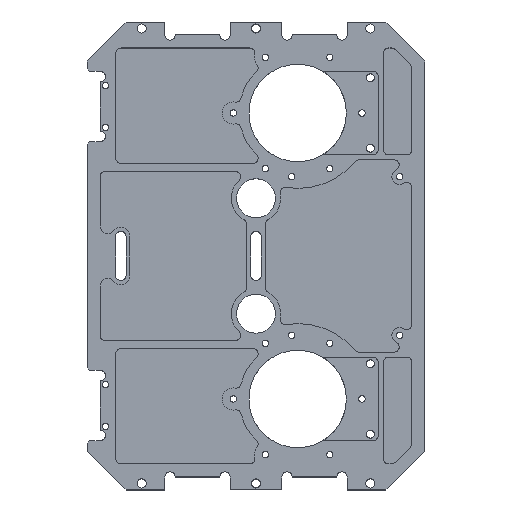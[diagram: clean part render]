
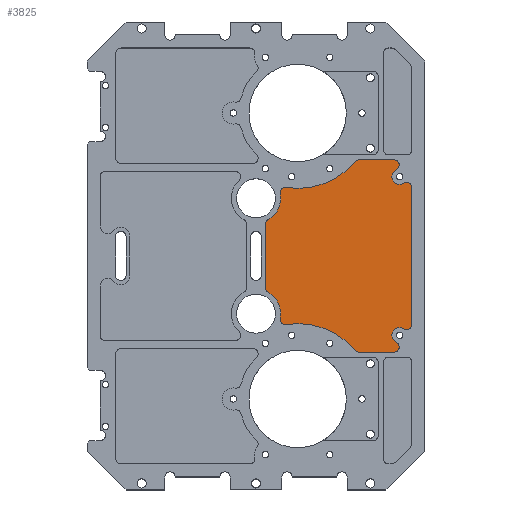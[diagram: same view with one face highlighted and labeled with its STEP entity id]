
A CAD part, top view. The second image highlights one B-rep face of the part: STEP entity #3825.
In plain terms, the highlighted planar face has unit normal (0, 0, 1).
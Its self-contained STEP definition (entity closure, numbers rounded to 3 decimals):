
#317=CIRCLE('',#4066,2.);
#318=CIRCLE('',#4068,29.);
#319=CIRCLE('',#4070,2.);
#320=CIRCLE('',#4072,9.5);
#338=CIRCLE('',#4111,2.);
#362=CIRCLE('',#4164,2.);
#363=CIRCLE('',#4166,3.);
#364=CIRCLE('',#4168,2.);
#379=CIRCLE('',#4216,2.);
#380=CIRCLE('',#4218,29.);
#381=CIRCLE('',#4219,2.);
#382=CIRCLE('',#4220,9.5);
#383=CIRCLE('',#4221,2.);
#384=CIRCLE('',#4222,2.);
#385=CIRCLE('',#4223,3.);
#386=CIRCLE('',#4224,2.);
#541=FACE_OUTER_BOUND('',#776,.T.);
#776=EDGE_LOOP('',(#3123,#3124,#3125,#3126,#3127,#3128,#3129,#3130,#3131,
#3132,#3133,#3134,#3135,#3136,#3137,#3138,#3139,#3140,#3141,#3142));
#1075=LINE('',#6212,#1407);
#1127=LINE('',#6355,#1459);
#1128=LINE('',#6357,#1460);
#1129=LINE('',#6364,#1461);
#1407=VECTOR('',#4994,10.);
#1459=VECTOR('',#5150,10.);
#1460=VECTOR('',#5151,10.);
#1461=VECTOR('',#5158,10.);
#1770=VERTEX_POINT('',#5981);
#1771=VERTEX_POINT('',#5982);
#1772=VERTEX_POINT('',#5987);
#1773=VERTEX_POINT('',#5991);
#1774=VERTEX_POINT('',#5995);
#1799=VERTEX_POINT('',#6088);
#1826=VERTEX_POINT('',#6198);
#1827=VERTEX_POINT('',#6200);
#1828=VERTEX_POINT('',#6204);
#1829=VERTEX_POINT('',#6208);
#1863=VERTEX_POINT('',#6341);
#1864=VERTEX_POINT('',#6342);
#1865=VERTEX_POINT('',#6347);
#1866=VERTEX_POINT('',#6349);
#1867=VERTEX_POINT('',#6351);
#1868=VERTEX_POINT('',#6353);
#1869=VERTEX_POINT('',#6356);
#1870=VERTEX_POINT('',#6358);
#1871=VERTEX_POINT('',#6360);
#1872=VERTEX_POINT('',#6362);
#2158=EDGE_CURVE('',#1770,#1771,#317,.T.);
#2161=EDGE_CURVE('',#1772,#1771,#318,.T.);
#2163=EDGE_CURVE('',#1772,#1773,#319,.T.);
#2165=EDGE_CURVE('',#1774,#1773,#320,.T.);
#2212=EDGE_CURVE('',#1774,#1799,#338,.T.);
#2267=EDGE_CURVE('',#1827,#1826,#362,.T.);
#2269=EDGE_CURVE('',#1828,#1827,#363,.T.);
#2271=EDGE_CURVE('',#1829,#1828,#364,.T.);
#2273=EDGE_CURVE('',#1770,#1829,#1075,.T.);
#2337=EDGE_CURVE('',#1863,#1864,#379,.T.);
#2340=EDGE_CURVE('',#1865,#1864,#380,.T.);
#2341=EDGE_CURVE('',#1865,#1866,#381,.T.);
#2342=EDGE_CURVE('',#1867,#1866,#382,.T.);
#2343=EDGE_CURVE('',#1867,#1868,#383,.T.);
#2344=EDGE_CURVE('',#1799,#1868,#1127,.T.);
#2345=EDGE_CURVE('',#1826,#1869,#1128,.T.);
#2346=EDGE_CURVE('',#1870,#1869,#384,.T.);
#2347=EDGE_CURVE('',#1871,#1870,#385,.T.);
#2348=EDGE_CURVE('',#1872,#1871,#386,.T.);
#2349=EDGE_CURVE('',#1863,#1872,#1129,.T.);
#3123=ORIENTED_EDGE('',*,*,#2337,.T.);
#3124=ORIENTED_EDGE('',*,*,#2340,.F.);
#3125=ORIENTED_EDGE('',*,*,#2341,.T.);
#3126=ORIENTED_EDGE('',*,*,#2342,.F.);
#3127=ORIENTED_EDGE('',*,*,#2343,.T.);
#3128=ORIENTED_EDGE('',*,*,#2344,.F.);
#3129=ORIENTED_EDGE('',*,*,#2212,.F.);
#3130=ORIENTED_EDGE('',*,*,#2165,.T.);
#3131=ORIENTED_EDGE('',*,*,#2163,.F.);
#3132=ORIENTED_EDGE('',*,*,#2161,.T.);
#3133=ORIENTED_EDGE('',*,*,#2158,.F.);
#3134=ORIENTED_EDGE('',*,*,#2273,.T.);
#3135=ORIENTED_EDGE('',*,*,#2271,.T.);
#3136=ORIENTED_EDGE('',*,*,#2269,.T.);
#3137=ORIENTED_EDGE('',*,*,#2267,.T.);
#3138=ORIENTED_EDGE('',*,*,#2345,.T.);
#3139=ORIENTED_EDGE('',*,*,#2346,.F.);
#3140=ORIENTED_EDGE('',*,*,#2347,.F.);
#3141=ORIENTED_EDGE('',*,*,#2348,.F.);
#3142=ORIENTED_EDGE('',*,*,#2349,.F.);
#3683=PLANE('',#4217);
#3825=ADVANCED_FACE('',(#541),#3683,.T.);
#4066=AXIS2_PLACEMENT_3D('',#5983,#4719,#4720);
#4068=AXIS2_PLACEMENT_3D('',#5988,#4725,#4726);
#4070=AXIS2_PLACEMENT_3D('',#5992,#4730,#4731);
#4072=AXIS2_PLACEMENT_3D('',#5996,#4735,#4736);
#4111=AXIS2_PLACEMENT_3D('',#6089,#4842,#4843);
#4164=AXIS2_PLACEMENT_3D('',#6201,#4979,#4980);
#4166=AXIS2_PLACEMENT_3D('',#6205,#4984,#4985);
#4168=AXIS2_PLACEMENT_3D('',#6209,#4989,#4990);
#4216=AXIS2_PLACEMENT_3D('',#6343,#5136,#5137);
#4217=AXIS2_PLACEMENT_3D('',#6346,#5140,#5141);
#4218=AXIS2_PLACEMENT_3D('',#6348,#5142,#5143);
#4219=AXIS2_PLACEMENT_3D('',#6350,#5144,#5145);
#4220=AXIS2_PLACEMENT_3D('',#6352,#5146,#5147);
#4221=AXIS2_PLACEMENT_3D('',#6354,#5148,#5149);
#4222=AXIS2_PLACEMENT_3D('',#6359,#5152,#5153);
#4223=AXIS2_PLACEMENT_3D('',#6361,#5154,#5155);
#4224=AXIS2_PLACEMENT_3D('',#6363,#5156,#5157);
#4719=DIRECTION('center_axis',(0.,0.,-1.));
#4720=DIRECTION('ref_axis',(-0.421,-0.907,0.));
#4725=DIRECTION('center_axis',(0.,0.,-1.));
#4726=DIRECTION('ref_axis',(0.271,-0.963,0.));
#4730=DIRECTION('center_axis',(0.,0.,-1.));
#4731=DIRECTION('ref_axis',(-0.72,-0.694,0.));
#4735=DIRECTION('center_axis',(0.,0.,-1.));
#4736=DIRECTION('ref_axis',(-0.368,-0.93,0.));
#4842=DIRECTION('center_axis',(0.,0.,-1.));
#4843=DIRECTION('ref_axis',(-0.86,-0.511,0.));
#4979=DIRECTION('center_axis',(0.,0.,1.));
#4980=DIRECTION('ref_axis',(1.,0.,0.));
#4984=DIRECTION('center_axis',(0.,0.,-1.));
#4985=DIRECTION('ref_axis',(0.436,0.9,0.));
#4989=DIRECTION('center_axis',(0.,0.,1.));
#4990=DIRECTION('ref_axis',(0.436,0.9,0.));
#4994=DIRECTION('',(1.,0.,0.));
#5136=DIRECTION('center_axis',(0.,0.,1.));
#5137=DIRECTION('ref_axis',(-0.421,0.907,0.));
#5140=DIRECTION('center_axis',(0.,0.,1.));
#5141=DIRECTION('ref_axis',(1.,0.,0.));
#5142=DIRECTION('center_axis',(0.,0.,1.));
#5143=DIRECTION('ref_axis',(0.271,0.963,0.));
#5144=DIRECTION('center_axis',(0.,0.,1.));
#5145=DIRECTION('ref_axis',(-0.72,0.694,0.));
#5146=DIRECTION('center_axis',(0.,0.,1.));
#5147=DIRECTION('ref_axis',(-0.368,0.93,0.));
#5148=DIRECTION('center_axis',(0.,0.,1.));
#5149=DIRECTION('ref_axis',(-0.86,0.511,0.));
#5150=DIRECTION('',(0.,1.,0.));
#5151=DIRECTION('',(0.,1.,0.));
#5152=DIRECTION('center_axis',(0.,0.,-1.));
#5153=DIRECTION('ref_axis',(1.,0.,0.));
#5154=DIRECTION('center_axis',(0.,0.,1.));
#5155=DIRECTION('ref_axis',(0.436,-0.9,0.));
#5156=DIRECTION('center_axis',(0.,0.,-1.));
#5157=DIRECTION('ref_axis',(0.436,-0.9,0.));
#5158=DIRECTION('',(1.,0.,0.));
#5981=CARTESIAN_POINT('',(39.685,-37.,-4.));
#5982=CARTESIAN_POINT('',(38.157,-36.29,-4.));
#5983=CARTESIAN_POINT('Origin',(39.685,-35.,-4.));
#5987=CARTESIAN_POINT('',(11.598,-26.336,-4.));
#5988=CARTESIAN_POINT('Origin',(16.,-55.,-4.));
#5991=CARTESIAN_POINT('',(9.33,-23.983,-4.));
#5992=CARTESIAN_POINT('Origin',(11.294,-24.359,-4.));
#5995=CARTESIAN_POINT('',(4.543,-13.851,-4.));
#5996=CARTESIAN_POINT('Origin',(0.,-22.194,
-4.));
#6088=CARTESIAN_POINT('',(3.5,-12.094,-4.));
#6089=CARTESIAN_POINT('Origin',(5.5,-12.094,-4.));
#6198=CARTESIAN_POINT('',(60.,-26.324,-4.));
#6200=CARTESIAN_POINT('',(56.9,-27.995,-4.));
#6201=CARTESIAN_POINT('Origin',(58.,-26.324,-4.));
#6204=CARTESIAN_POINT('',(53.942,-33.2,-4.));
#6205=CARTESIAN_POINT('Origin',(55.25,-30.5,-4.));
#6208=CARTESIAN_POINT('',(53.071,-37.,-4.));
#6209=CARTESIAN_POINT('Origin',(53.071,-35.,-4.));
#6212=CARTESIAN_POINT('',(53.071,-37.,-4.));
#6341=CARTESIAN_POINT('',(39.685,37.,-4.));
#6342=CARTESIAN_POINT('',(38.157,36.29,-4.));
#6343=CARTESIAN_POINT('Origin',(39.685,35.,-4.));
#6346=CARTESIAN_POINT('Origin',(31.75,18.5,-4.));
#6347=CARTESIAN_POINT('',(11.598,26.336,-4.));
#6348=CARTESIAN_POINT('Origin',(16.,55.,-4.));
#6349=CARTESIAN_POINT('',(9.33,23.983,-4.));
#6350=CARTESIAN_POINT('Origin',(11.294,24.359,-4.));
#6351=CARTESIAN_POINT('',(4.543,13.851,-4.));
#6352=CARTESIAN_POINT('Origin',(0.,22.194,
-4.));
#6353=CARTESIAN_POINT('',(3.5,12.094,-4.));
#6354=CARTESIAN_POINT('Origin',(5.5,12.094,-4.));
#6355=CARTESIAN_POINT('',(3.5,13.362,-4.));
#6356=CARTESIAN_POINT('',(60.,26.324,-4.));
#6357=CARTESIAN_POINT('',(60.,0.,-4.));
#6358=CARTESIAN_POINT('',(56.9,27.995,-4.));
#6359=CARTESIAN_POINT('Origin',(58.,26.324,-4.));
#6360=CARTESIAN_POINT('',(53.942,33.2,-4.));
#6361=CARTESIAN_POINT('Origin',(55.25,30.5,-4.));
#6362=CARTESIAN_POINT('',(53.071,37.,-4.));
#6363=CARTESIAN_POINT('Origin',(53.071,35.,-4.));
#6364=CARTESIAN_POINT('',(53.071,37.,-4.));
